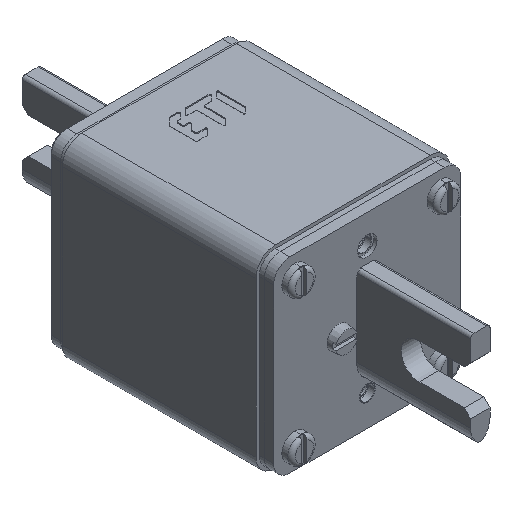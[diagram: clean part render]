
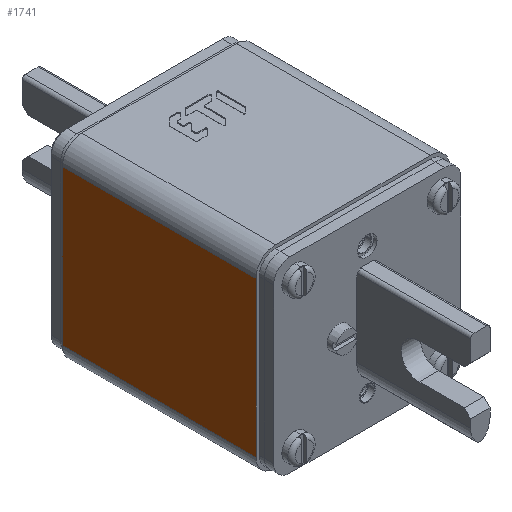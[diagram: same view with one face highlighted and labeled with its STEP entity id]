
A CAD part, isometric view. The second image highlights one B-rep face of the part: STEP entity #1741.
In plain terms, the highlighted planar face has unit normal (-1, 0, 0).
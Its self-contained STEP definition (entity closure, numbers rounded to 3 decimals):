
#158=DIRECTION('',(0.,-1.,0.));
#159=VECTOR('',#158,48.);
#160=CARTESIAN_POINT('',(-30.,24.,-30.));
#161=LINE('',#160,#159);
#223=DIRECTION('',(0.,0.,-1.));
#224=VECTOR('',#223,60.);
#225=CARTESIAN_POINT('',(-30.,24.,30.));
#226=LINE('',#225,#224);
#230=DIRECTION('',(0.,0.,-1.));
#231=VECTOR('',#230,60.);
#232=CARTESIAN_POINT('',(-30.,-24.,30.));
#233=LINE('',#232,#231);
#649=DIRECTION('',(0.,-1.,0.));
#650=VECTOR('',#649,48.);
#651=CARTESIAN_POINT('',(-30.,24.,30.));
#652=LINE('',#651,#650);
#1375=CARTESIAN_POINT('',(-30.,24.,-30.));
#1377=VERTEX_POINT('',#1375);
#1381=CARTESIAN_POINT('',(-30.,24.,30.));
#1382=VERTEX_POINT('',#1381);
#1392=CARTESIAN_POINT('',(-30.,-24.,-30.));
#1394=VERTEX_POINT('',#1392);
#1395=CARTESIAN_POINT('',(-30.,-24.,30.));
#1396=VERTEX_POINT('',#1395);
#1728=CARTESIAN_POINT('',(-30.,30.,-30.));
#1729=DIRECTION('',(-1.,0.,0.));
#1730=DIRECTION('',(0.,-1.,0.));
#1731=AXIS2_PLACEMENT_3D('',#1728,#1729,#1730);
#1732=PLANE('',#1731);
#1734=ORIENTED_EDGE('',*,*,#1733,.F.);
#1736=ORIENTED_EDGE('',*,*,#1735,.T.);
#1737=ORIENTED_EDGE('',*,*,#1713,.T.);
#1738=ORIENTED_EDGE('',*,*,#1602,.F.);
#1739=EDGE_LOOP('',(#1734,#1736,#1737,#1738));
#1740=FACE_OUTER_BOUND('',#1739,.F.);
#1602=EDGE_CURVE('',#1377,#1394,#161,.T.);
#1713=EDGE_CURVE('',#1396,#1394,#233,.T.);
#1733=EDGE_CURVE('',#1382,#1377,#226,.T.);
#1735=EDGE_CURVE('',#1382,#1396,#652,.T.);
#1741=ADVANCED_FACE('',(#1740),#1732,.T.);
